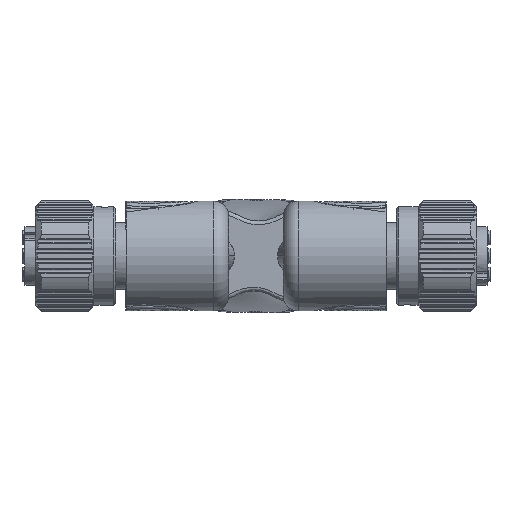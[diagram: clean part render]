
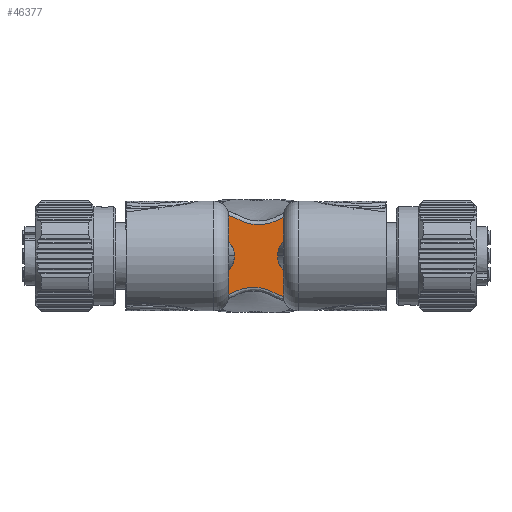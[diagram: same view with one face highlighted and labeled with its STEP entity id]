
A CAD part, left-side view. The second image highlights one B-rep face of the part: STEP entity #46377.
In plain terms, the highlighted planar face has unit normal (-1, 0, 0).
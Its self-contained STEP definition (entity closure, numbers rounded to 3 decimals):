
#2872=CARTESIAN_POINT('',(-20.,5.439,
0.003));
#2873=DIRECTION('',(1.,0.,0.));
#2874=DIRECTION('',(0.,0.627,-0.779));
#2875=AXIS2_PLACEMENT_3D('',#2872,#2873,#2874);
#2877=CARTESIAN_POINT('',(-20.,5.224,
-0.004));
#2878=DIRECTION('',(1.,0.,0.));
#2879=DIRECTION('',(0.,1.,0.001));
#2880=AXIS2_PLACEMENT_3D('',#2877,#2878,#2879);
#2882=CARTESIAN_POINT('',(-20.,-5.439,
-0.003));
#2883=DIRECTION('',(1.,0.,0.));
#2884=DIRECTION('',(0.,-0.627,0.779));
#2885=AXIS2_PLACEMENT_3D('',#2882,#2883,#2884);
#2887=CARTESIAN_POINT('',(-20.,-5.224,
0.004));
#2888=DIRECTION('',(1.,0.,0.));
#2889=DIRECTION('',(0.,-1.,-0.001));
#2890=AXIS2_PLACEMENT_3D('',#2887,#2888,#2889);
#2892=CARTESIAN_POINT('',(-20.,-5.75,0.));
#2893=DIRECTION('',(-1.,0.,0.));
#2894=DIRECTION('',(0.,-1.,0.));
#2895=AXIS2_PLACEMENT_3D('',#2892,#2893,#2894);
#2897=CARTESIAN_POINT('',(-20.,-5.75,0.));
#2898=DIRECTION('',(-1.,0.,0.));
#2899=DIRECTION('',(0.,1.,0.));
#2900=AXIS2_PLACEMENT_3D('',#2897,#2898,#2899);
#2902=CARTESIAN_POINT('',(-20.,5.75,0.));
#2903=DIRECTION('',(-1.,0.,0.));
#2904=DIRECTION('',(0.,1.,0.));
#2905=AXIS2_PLACEMENT_3D('',#2902,#2903,#2904);
#2907=CARTESIAN_POINT('',(-20.,5.75,0.));
#2908=DIRECTION('',(-1.,0.,0.));
#2909=DIRECTION('',(0.,-1.,0.));
#2910=AXIS2_PLACEMENT_3D('',#2907,#2908,#2909);
#11888=CARTESIAN_POINT('',(-20.,-8.927,
4.328));
#11890=CARTESIAN_POINT('',(-20.,-8.927,
4.328));
#11891=CARTESIAN_POINT('',(-20.,-8.756,
4.465));
#11892=CARTESIAN_POINT('',(-20.,-8.401,
4.723));
#11893=CARTESIAN_POINT('',(-20.,-7.807,
5.047));
#11894=CARTESIAN_POINT('',(-20.,-7.175,
5.296));
#11895=CARTESIAN_POINT('',(-20.,-6.523,
5.467));
#11896=CARTESIAN_POINT('',(-20.,-5.872,
5.557));
#11897=CARTESIAN_POINT('',(-20.,-5.22,
5.565));
#11898=CARTESIAN_POINT('',(-20.,-4.569,
5.493));
#11899=CARTESIAN_POINT('',(-20.,-3.978,
5.357));
#11900=CARTESIAN_POINT('',(-20.,-3.45,
5.178));
#11901=CARTESIAN_POINT('',(-20.,-2.977,
4.94));
#11902=CARTESIAN_POINT('',(-20.,-2.437,
4.671));
#11903=CARTESIAN_POINT('',(-20.,-1.803,
4.458));
#11904=CARTESIAN_POINT('',(-20.,-1.146,4.318));
#11905=CARTESIAN_POINT('',(-20.,-0.472,4.26));
#11906=CARTESIAN_POINT('',(-20.,0.209,4.286));
#11907=CARTESIAN_POINT('',(-20.,0.856,4.391));
#11908=CARTESIAN_POINT('',(-20.,1.445,
4.559));
#11909=CARTESIAN_POINT('',(-20.,2.002,
4.776));
#11910=CARTESIAN_POINT('',(-20.,2.533,
5.077));
#11911=CARTESIAN_POINT('',(-20.,3.104,
5.36));
#11912=CARTESIAN_POINT('',(-20.,3.763,
5.582));
#11913=CARTESIAN_POINT('',(-20.,4.425,
5.724));
#11914=CARTESIAN_POINT('',(-20.,5.09,
5.783));
#11915=CARTESIAN_POINT('',(-20.,5.768,
5.763));
#11916=CARTESIAN_POINT('',(-20.,6.447,
5.66));
#11917=CARTESIAN_POINT('',(-20.,7.113,
5.473));
#11918=CARTESIAN_POINT('',(-20.,7.754,
5.207));
#11919=CARTESIAN_POINT('',(-20.,8.359,
4.865));
#11920=CARTESIAN_POINT('',(-20.,8.727,
4.594));
#11921=CARTESIAN_POINT('',(-20.,8.904,
4.448));
#11923=CARTESIAN_POINT('',(-20.,8.904,
4.448));
#12001=CARTESIAN_POINT('',(-20.,8.927,
-4.328));
#12002=CARTESIAN_POINT('',(-20.,8.756,
-4.465));
#12003=CARTESIAN_POINT('',(-20.,8.401,
-4.723));
#12004=CARTESIAN_POINT('',(-20.,7.807,
-5.047));
#12005=CARTESIAN_POINT('',(-20.,7.175,
-5.296));
#12006=CARTESIAN_POINT('',(-20.,6.523,
-5.467));
#12007=CARTESIAN_POINT('',(-20.,5.872,
-5.557));
#12008=CARTESIAN_POINT('',(-20.,5.22,
-5.565));
#12009=CARTESIAN_POINT('',(-20.,4.569,
-5.493));
#12010=CARTESIAN_POINT('',(-20.,3.978,
-5.357));
#12011=CARTESIAN_POINT('',(-20.,3.45,
-5.178));
#12012=CARTESIAN_POINT('',(-20.,2.977,
-4.94));
#12013=CARTESIAN_POINT('',(-20.,2.437,
-4.671));
#12014=CARTESIAN_POINT('',(-20.,1.803,
-4.458));
#12015=CARTESIAN_POINT('',(-20.,1.146,-4.318));
#12016=CARTESIAN_POINT('',(-20.,0.472,-4.26));
#12017=CARTESIAN_POINT('',(-20.,-0.209,-4.286));
#12018=CARTESIAN_POINT('',(-20.,-0.856,-4.391));
#12019=CARTESIAN_POINT('',(-20.,-1.445,
-4.559));
#12020=CARTESIAN_POINT('',(-20.,-2.002,
-4.776));
#12021=CARTESIAN_POINT('',(-20.,-2.533,
-5.077));
#12022=CARTESIAN_POINT('',(-20.,-3.104,
-5.36));
#12023=CARTESIAN_POINT('',(-20.,-3.763,
-5.582));
#12024=CARTESIAN_POINT('',(-20.,-4.425,
-5.724));
#12025=CARTESIAN_POINT('',(-20.,-5.09,
-5.783));
#12026=CARTESIAN_POINT('',(-20.,-5.768,
-5.763));
#12027=CARTESIAN_POINT('',(-20.,-6.447,
-5.66));
#12028=CARTESIAN_POINT('',(-20.,-7.113,
-5.473));
#12029=CARTESIAN_POINT('',(-20.,-7.754,
-5.207));
#12030=CARTESIAN_POINT('',(-20.,-8.359,
-4.865));
#12031=CARTESIAN_POINT('',(-20.,-8.727,
-4.594));
#12032=CARTESIAN_POINT('',(-20.,-8.904,
-4.448));
#12034=CARTESIAN_POINT('',(-20.,-8.904,
-4.448));
#35464=CARTESIAN_POINT('',(-20.,11.,
0.));
#35465=VERTEX_POINT('',#35464);
#35466=CARTESIAN_POINT('',(-20.,8.927,
-4.328));
#35467=VERTEX_POINT('',#35466);
#35472=VERTEX_POINT('',#11923);
#35473=VERTEX_POINT('',#11888);
#35477=CARTESIAN_POINT('',(-20.,-11.,
0.));
#35478=VERTEX_POINT('',#35477);
#35480=VERTEX_POINT('',#12034);
#35481=CARTESIAN_POINT('',(-20.,-8.55,0.));
#35482=CARTESIAN_POINT('',(-20.,-2.95,0.));
#35483=VERTEX_POINT('',#35481);
#35484=VERTEX_POINT('',#35482);
#35485=CARTESIAN_POINT('',(-20.,8.55,0.));
#35486=CARTESIAN_POINT('',(-20.,2.95,0.));
#35487=VERTEX_POINT('',#35485);
#35488=VERTEX_POINT('',#35486);
#46347=CARTESIAN_POINT('',(-20.,0.,0.));
#46348=DIRECTION('',(1.,0.,0.));
#46349=DIRECTION('',(0.,-1.,0.));
#46350=AXIS2_PLACEMENT_3D('',#46347,#46348,#46349);
#46351=PLANE('',#46350);
#46353=ORIENTED_EDGE('',*,*,#46352,.T.);
#46355=ORIENTED_EDGE('',*,*,#46354,.T.);
#46357=ORIENTED_EDGE('',*,*,#46356,.F.);
#46359=ORIENTED_EDGE('',*,*,#46358,.T.);
#46361=ORIENTED_EDGE('',*,*,#46360,.T.);
#46363=ORIENTED_EDGE('',*,*,#46362,.F.);
#46364=EDGE_LOOP('',(#46353,#46355,#46357,#46359,#46361,#46363));
#46365=FACE_OUTER_BOUND('',#46364,.F.);
#46367=ORIENTED_EDGE('',*,*,#46366,.T.);
#46368=ORIENTED_EDGE('',*,*,#46336,.T.);
#46369=EDGE_LOOP('',(#46367,#46368));
#46370=FACE_BOUND('',#46369,.F.);
#46372=ORIENTED_EDGE('',*,*,#46371,.T.);
#46374=ORIENTED_EDGE('',*,*,#46373,.T.);
#46375=EDGE_LOOP('',(#46372,#46374));
#46376=FACE_BOUND('',#46375,.F.);
#46377=ADVANCED_FACE('',(#46365,#46370,#46376),#46351,.F.);
#2876=CIRCLE('',#2875,5.561);
#2881=CIRCLE('',#2880,5.776);
#2886=CIRCLE('',#2885,5.561);
#2891=CIRCLE('',#2890,5.776);
#2896=CIRCLE('',#2895,2.8);
#2901=CIRCLE('',#2900,2.8);
#2906=CIRCLE('',#2905,2.8);
#2911=CIRCLE('',#2910,2.8);
#11922=B_SPLINE_CURVE_WITH_KNOTS('',3,(#11890,#11891,#11892,#11893,#11894,
#11895,#11896,#11897,#11898,#11899,#11900,#11901,#11902,#11903,#11904,#11905,
#11906,#11907,#11908,#11909,#11910,#11911,#11912,#11913,#11914,#11915,#11916,
#11917,#11918,#11919,#11920,#11921),.UNSPECIFIED.,.F.,.F.,(4,1,1,1,1,1,1,1,1,1,
1,1,1,1,1,1,1,1,1,1,1,1,1,1,1,1,1,1,1,4),(0.,0.034,
0.069,0.103,0.138,0.172,
0.207,0.241,0.276,0.31,
0.345,0.379,0.414,0.448,
0.483,0.517,0.552,0.586,
0.621,0.655,0.69,0.724,
0.759,0.793,0.828,0.862,
0.897,0.931,0.966,1.),.UNSPECIFIED.);
#12033=B_SPLINE_CURVE_WITH_KNOTS('',3,(#12001,#12002,#12003,#12004,#12005,
#12006,#12007,#12008,#12009,#12010,#12011,#12012,#12013,#12014,#12015,#12016,
#12017,#12018,#12019,#12020,#12021,#12022,#12023,#12024,#12025,#12026,#12027,
#12028,#12029,#12030,#12031,#12032),.UNSPECIFIED.,.F.,.F.,(4,1,1,1,1,1,1,1,1,1,
1,1,1,1,1,1,1,1,1,1,1,1,1,1,1,1,1,1,1,4),(0.,0.034,
0.069,0.103,0.138,0.172,
0.207,0.241,0.276,0.31,
0.345,0.379,0.414,0.448,
0.483,0.517,0.552,0.586,
0.621,0.655,0.69,0.724,
0.759,0.793,0.828,0.862,
0.897,0.931,0.966,1.),.UNSPECIFIED.);
#46336=EDGE_CURVE('',#35484,#35483,#2901,.T.);
#46352=EDGE_CURVE('',#35467,#35465,#2876,.T.);
#46354=EDGE_CURVE('',#35465,#35472,#2881,.T.);
#46356=EDGE_CURVE('',#35473,#35472,#11922,.T.);
#46358=EDGE_CURVE('',#35473,#35478,#2886,.T.);
#46360=EDGE_CURVE('',#35478,#35480,#2891,.T.);
#46362=EDGE_CURVE('',#35467,#35480,#12033,.T.);
#46366=EDGE_CURVE('',#35483,#35484,#2896,.T.);
#46371=EDGE_CURVE('',#35487,#35488,#2906,.T.);
#46373=EDGE_CURVE('',#35488,#35487,#2911,.T.);
